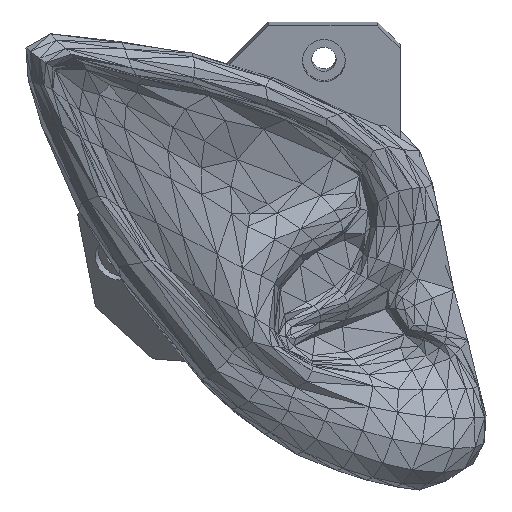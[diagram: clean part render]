
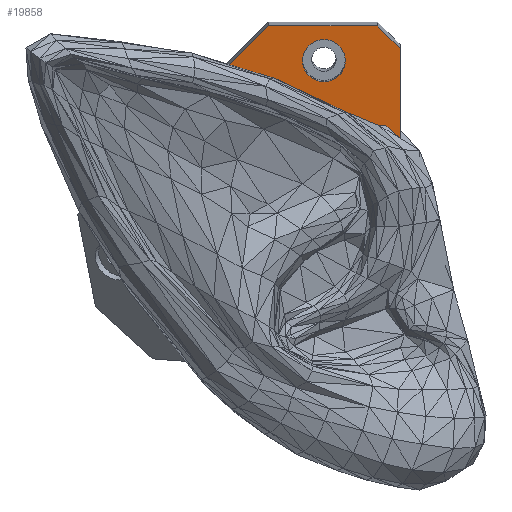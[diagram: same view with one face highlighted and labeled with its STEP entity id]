
A CAD part, left-side view. The second image highlights one B-rep face of the part: STEP entity #19858.
In plain terms, the highlighted planar face has unit normal (-0.985, 0, -0.174).
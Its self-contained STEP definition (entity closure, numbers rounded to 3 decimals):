
#27=FACE_BOUND('',#1895,.T.);
#32=CIRCLE('',#21546,2.8);
#196=FACE_OUTER_BOUND('',#1894,.T.);
#1894=EDGE_LOOP('',(#13301,#13302,#13303,#13304,#13305,#13306,#13307,#13308,
#13309,#13310,#13311,#13312,#13313,#13314,#13315,#13316));
#1895=EDGE_LOOP('',(#13317));
#3615=LINE('',#29622,#6317);
#3780=LINE('',#29967,#6482);
#3796=LINE('',#30010,#6498);
#3811=LINE('',#30042,#6513);
#3813=LINE('',#30047,#6515);
#3815=LINE('',#30052,#6517);
#3821=LINE('',#30064,#6523);
#3823=LINE('',#30068,#6525);
#3829=LINE('',#30075,#6531);
#3831=LINE('',#30079,#6533);
#3832=LINE('',#30081,#6534);
#3840=LINE('',#30100,#6542);
#3849=LINE('',#30117,#6551);
#3854=LINE('',#30127,#6556);
#3855=LINE('',#30128,#6557);
#3856=LINE('',#30129,#6558);
#6317=VECTOR('',#23433,10.);
#6482=VECTOR('',#23730,10.);
#6498=VECTOR('',#23770,10.);
#6513=VECTOR('',#23805,10.);
#6515=VECTOR('',#23809,10.);
#6517=VECTOR('',#23813,10.);
#6523=VECTOR('',#23823,10.);
#6525=VECTOR('',#23827,10.);
#6531=VECTOR('',#23833,10.);
#6533=VECTOR('',#23839,10.);
#6534=VECTOR('',#23842,10.);
#6542=VECTOR('',#23864,10.);
#6551=VECTOR('',#23877,10.);
#6556=VECTOR('',#23888,10.);
#6557=VECTOR('',#23889,10.);
#6558=VECTOR('',#23890,10.);
#8964=VERTEX_POINT('',#29619);
#8965=VERTEX_POINT('',#29621);
#9077=VERTEX_POINT('',#29963);
#9079=VERTEX_POINT('',#29966);
#9085=VERTEX_POINT('',#29985);
#9094=VERTEX_POINT('',#30009);
#9101=VERTEX_POINT('',#30040);
#9102=VERTEX_POINT('',#30044);
#9104=VERTEX_POINT('',#30050);
#9105=VERTEX_POINT('',#30051);
#9109=VERTEX_POINT('',#30063);
#9110=VERTEX_POINT('',#30067);
#9111=VERTEX_POINT('',#30074);
#9114=VERTEX_POINT('',#30097);
#9115=VERTEX_POINT('',#30099);
#9121=VERTEX_POINT('',#30116);
#9123=VERTEX_POINT('',#30126);
#10044=EDGE_CURVE('',#8964,#8965,#3615,.T.);
#10215=EDGE_CURVE('',#9077,#9079,#3780,.F.);
#10225=EDGE_CURVE('',#9085,#9085,#32,.T.);
#10236=EDGE_CURVE('',#8964,#9094,#3796,.T.);
#10254=EDGE_CURVE('',#9101,#9094,#3811,.T.);
#10256=EDGE_CURVE('',#9102,#9101,#3813,.T.);
#10258=EDGE_CURVE('',#9104,#9105,#3815,.T.);
#10264=EDGE_CURVE('',#9109,#9104,#3821,.T.);
#10266=EDGE_CURVE('',#9110,#9079,#3823,.T.);
#10272=EDGE_CURVE('',#9111,#8965,#3829,.T.);
#10274=EDGE_CURVE('',#9105,#9110,#3831,.T.);
#10275=EDGE_CURVE('',#9077,#9111,#3832,.T.);
#10283=EDGE_CURVE('',#9115,#9114,#3840,.T.);
#10292=EDGE_CURVE('',#9114,#9121,#3849,.T.);
#10297=EDGE_CURVE('',#9121,#9123,#3854,.T.);
#10298=EDGE_CURVE('',#9123,#9109,#3855,.T.);
#10299=EDGE_CURVE('',#9102,#9115,#3856,.T.);
#13301=ORIENTED_EDGE('',*,*,#10297,.T.);
#13302=ORIENTED_EDGE('',*,*,#10298,.T.);
#13303=ORIENTED_EDGE('',*,*,#10264,.T.);
#13304=ORIENTED_EDGE('',*,*,#10258,.T.);
#13305=ORIENTED_EDGE('',*,*,#10274,.T.);
#13306=ORIENTED_EDGE('',*,*,#10266,.T.);
#13307=ORIENTED_EDGE('',*,*,#10215,.F.);
#13308=ORIENTED_EDGE('',*,*,#10275,.T.);
#13309=ORIENTED_EDGE('',*,*,#10272,.T.);
#13310=ORIENTED_EDGE('',*,*,#10044,.F.);
#13311=ORIENTED_EDGE('',*,*,#10236,.T.);
#13312=ORIENTED_EDGE('',*,*,#10254,.F.);
#13313=ORIENTED_EDGE('',*,*,#10256,.F.);
#13314=ORIENTED_EDGE('',*,*,#10299,.T.);
#13315=ORIENTED_EDGE('',*,*,#10283,.T.);
#13316=ORIENTED_EDGE('',*,*,#10292,.T.);
#13317=ORIENTED_EDGE('',*,*,#10225,.F.);
#18163=PLANE('',#21584);
#19858=ADVANCED_FACE('',(#196,#27),#18163,.F.);
#21546=AXIS2_PLACEMENT_3D('',#29986,#23746,#23747);
#21584=AXIS2_PLACEMENT_3D('',#30125,#23886,#23887);
#23433=DIRECTION('',(0.174,0.,-0.985));
#23730=DIRECTION('',(0.,-1.,0.));
#23746=DIRECTION('center_axis',(-0.985,0.,
-0.174));
#23747=DIRECTION('ref_axis',(0.,1.,0.));
#23770=DIRECTION('',(-0.123,0.707,0.696));
#23805=DIRECTION('',(0.,-1.,0.));
#23809=DIRECTION('',(-0.123,-0.707,0.696));
#23813=DIRECTION('',(0.007,-0.999,-0.042));
#23823=DIRECTION('',(-0.026,-0.988,0.15));
#23827=DIRECTION('',(0.113,-0.758,-0.642));
#23833=DIRECTION('',(0.113,-0.758,-0.642));
#23839=DIRECTION('',(0.013,-0.997,-0.075));
#23842=DIRECTION('',(0.174,0.,-0.985));
#23864=DIRECTION('',(-0.064,-0.93,0.361));
#23877=DIRECTION('',(-0.07,-0.914,0.399));
#23886=DIRECTION('center_axis',(0.985,0.,
0.174));
#23887=DIRECTION('ref_axis',(0.,-1.,0.));
#23888=DIRECTION('',(-0.046,-0.965,0.259));
#23889=DIRECTION('',(-0.078,-0.893,0.443));
#23890=DIRECTION('',(0.174,0.,-0.985));
#29619=CARTESIAN_POINT('',(-78.046,22.102,159.2));
#29621=CARTESIAN_POINT('',(-75.983,22.102,147.497));
#29622=CARTESIAN_POINT('',(-76.136,22.102,148.367));
#29963=CARTESIAN_POINT('',(-76.136,23.102,148.367));
#29966=CARTESIAN_POINT('',(-76.136,23.129,148.367));
#29967=CARTESIAN_POINT('',(-76.136,23.852,148.367));
#29985=CARTESIAN_POINT('',(-77.767,29.298,157.616));
#29986=CARTESIAN_POINT('Origin',(-77.767,32.098,157.616));
#30009=CARTESIAN_POINT('',(-78.567,25.102,162.155));
#30010=CARTESIAN_POINT('',(-78.187,22.914,160.001));
#30040=CARTESIAN_POINT('',(-78.567,39.352,162.155));
#30042=CARTESIAN_POINT('',(-78.567,38.852,162.155));
#30044=CARTESIAN_POINT('',(-77.352,46.352,155.261));
#30047=CARTESIAN_POINT('',(-78.09,42.102,159.447));
#30050=CARTESIAN_POINT('',(-76.326,30.17,149.445));
#30051=CARTESIAN_POINT('',(-76.299,26.523,149.29));
#30052=CARTESIAN_POINT('',(-76.333,31.13,149.485));
#30063=CARTESIAN_POINT('',(-76.267,32.365,149.112));
#30064=CARTESIAN_POINT('',(-76.215,34.342,148.813));
#30067=CARTESIAN_POINT('',(-76.265,23.993,149.099));
#30068=CARTESIAN_POINT('',(-76.551,25.907,150.72));
#30074=CARTESIAN_POINT('',(-76.132,23.102,148.344));
#30075=CARTESIAN_POINT('',(-76.123,23.042,148.293));
#30079=CARTESIAN_POINT('',(-76.349,30.277,149.573));
#30081=CARTESIAN_POINT('',(-76.136,23.102,148.367));
#30097=CARTESIAN_POINT('',(-75.689,42.294,145.832));
#30099=CARTESIAN_POINT('',(-75.411,46.352,144.258));
#30100=CARTESIAN_POINT('',(-75.635,43.086,145.525));
#30116=CARTESIAN_POINT('',(-75.868,39.963,146.85));
#30117=CARTESIAN_POINT('',(-75.71,42.026,145.949));
#30125=CARTESIAN_POINT('Origin',(-76.136,46.352,148.367));
#30126=CARTESIAN_POINT('',(-76.182,33.339,148.63));
#30127=CARTESIAN_POINT('',(-75.769,42.057,146.287));
#30128=CARTESIAN_POINT('',(-76.122,34.033,148.286));
#30129=CARTESIAN_POINT('',(-76.136,46.352,148.367));
